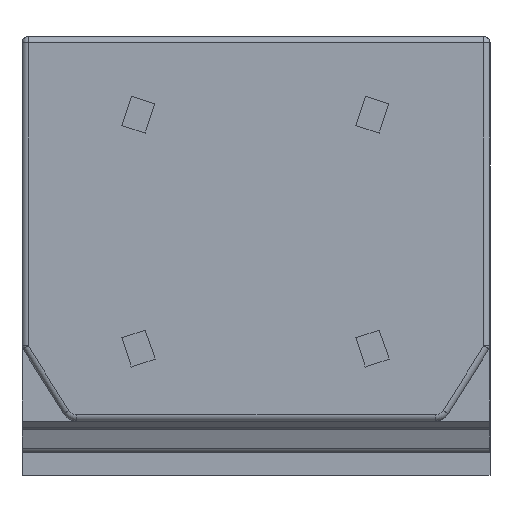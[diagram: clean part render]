
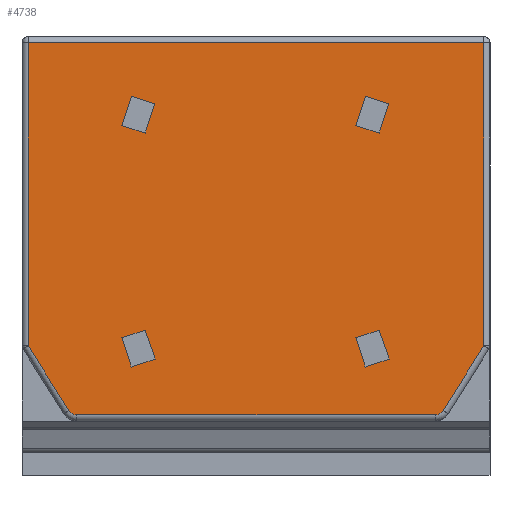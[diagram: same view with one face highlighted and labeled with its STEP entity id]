
A CAD part, left-side view. The second image highlights one B-rep face of the part: STEP entity #4738.
In plain terms, the highlighted planar face has unit normal (-1, 0, 0).
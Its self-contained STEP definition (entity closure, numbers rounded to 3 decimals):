
#1316=DIRECTION('',(0.,1.,0.));
#1317=VECTOR('',#1316,14.84);
#1318=CARTESIAN_POINT('',(-11.15,0.2,6.756));
#1319=LINE('',#1318,#1317);
#1335=DIRECTION('',(0.,0.329,0.944));
#1336=VECTOR('',#1335,1.);
#1337=CARTESIAN_POINT('',(-11.15,10.901,-3.544));
#1338=LINE('',#1337,#1336);
#1339=DIRECTION('',(0.,0.95,-0.313));
#1340=VECTOR('',#1339,0.8);
#1341=CARTESIAN_POINT('',(-11.15,11.23,-2.599));
#1342=LINE('',#1341,#1340);
#1343=DIRECTION('',(0.,-0.309,-0.951));
#1344=VECTOR('',#1343,1.003);
#1345=CARTESIAN_POINT('',(-11.15,11.99,-2.85));
#1346=LINE('',#1345,#1344);
#1347=DIRECTION('',(0.,-0.949,0.316));
#1348=VECTOR('',#1347,0.822);
#1349=CARTESIAN_POINT('',(-11.15,11.68,-3.804));
#1350=LINE('',#1349,#1348);
#1351=DIRECTION('',(0.,-0.312,0.95));
#1352=VECTOR('',#1351,1.);
#1353=CARTESIAN_POINT('',(-11.15,11.23,3.816));
#1354=LINE('',#1353,#1352);
#1355=DIRECTION('',(0.,0.95,0.312));
#1356=VECTOR('',#1355,0.8);
#1357=CARTESIAN_POINT('',(-11.15,10.918,4.766));
#1358=LINE('',#1357,#1356);
#1359=DIRECTION('',(0.,0.312,-0.95));
#1360=VECTOR('',#1359,1.);
#1361=CARTESIAN_POINT('',(-11.15,11.678,5.016));
#1362=LINE('',#1361,#1360);
#1363=DIRECTION('',(0.,-0.95,-0.312));
#1364=VECTOR('',#1363,0.8);
#1365=CARTESIAN_POINT('',(-11.15,11.99,4.066));
#1366=LINE('',#1365,#1364);
#1367=DIRECTION('',(0.,0.329,0.944));
#1368=VECTOR('',#1367,1.);
#1369=CARTESIAN_POINT('',(-11.15,3.281,-3.544));
#1370=LINE('',#1369,#1368);
#1371=DIRECTION('',(0.,0.95,-0.313));
#1372=VECTOR('',#1371,0.8);
#1373=CARTESIAN_POINT('',(-11.15,3.61,-2.599));
#1374=LINE('',#1373,#1372);
#1375=DIRECTION('',(0.,-0.309,-0.951));
#1376=VECTOR('',#1375,1.003);
#1377=CARTESIAN_POINT('',(-11.15,4.37,-2.85));
#1378=LINE('',#1377,#1376);
#1379=DIRECTION('',(0.,-0.949,0.316));
#1380=VECTOR('',#1379,0.822);
#1381=CARTESIAN_POINT('',(-11.15,4.06,-3.804));
#1382=LINE('',#1381,#1380);
#1383=DIRECTION('',(0.,-0.312,0.95));
#1384=VECTOR('',#1383,1.);
#1385=CARTESIAN_POINT('',(-11.15,3.61,3.816));
#1386=LINE('',#1385,#1384);
#1387=DIRECTION('',(0.,0.95,0.312));
#1388=VECTOR('',#1387,0.8);
#1389=CARTESIAN_POINT('',(-11.15,3.298,4.766));
#1390=LINE('',#1389,#1388);
#1391=DIRECTION('',(0.,0.312,-0.95));
#1392=VECTOR('',#1391,1.);
#1393=CARTESIAN_POINT('',(-11.15,4.058,5.016));
#1394=LINE('',#1393,#1392);
#1395=DIRECTION('',(0.,-0.95,-0.312));
#1396=VECTOR('',#1395,0.8);
#1397=CARTESIAN_POINT('',(-11.15,4.37,4.066));
#1398=LINE('',#1397,#1396);
#1399=DIRECTION('',(0.,0.,1.));
#1400=VECTOR('',#1399,9.863);
#1401=CARTESIAN_POINT('',(-11.15,0.2,-3.106));
#1402=LINE('',#1401,#1400);
#1403=DIRECTION('',(0.,-0.53,0.848));
#1404=VECTOR('',#1403,2.496);
#1405=CARTESIAN_POINT('',(-11.15,1.523,-5.223));
#1406=LINE('',#1405,#1404);
#1407=CARTESIAN_POINT('',(-11.15,1.777,-5.064));
#1408=DIRECTION('',(-1.,0.,0.));
#1409=DIRECTION('',(0.,0.,-1.));
#1410=AXIS2_PLACEMENT_3D('',#1407,#1408,#1409);
#1412=DIRECTION('',(0.,1.,0.));
#1413=VECTOR('',#1412,11.686);
#1414=CARTESIAN_POINT('',(-11.15,1.777,-5.364));
#1415=LINE('',#1414,#1413);
#1416=CARTESIAN_POINT('',(-11.15,13.463,-5.064));
#1417=DIRECTION('',(-1.,0.,0.));
#1418=DIRECTION('',(0.,0.848,-0.53));
#1419=AXIS2_PLACEMENT_3D('',#1416,#1417,#1418);
#1421=DIRECTION('',(0.,-0.53,-0.848));
#1422=VECTOR('',#1421,2.496);
#1423=CARTESIAN_POINT('',(-11.15,15.04,-3.106));
#1424=LINE('',#1423,#1422);
#1425=DIRECTION('',(0.,0.,-1.));
#1426=VECTOR('',#1425,9.863);
#1427=CARTESIAN_POINT('',(-11.15,15.04,6.756));
#1428=LINE('',#1427,#1426);
#2567=CARTESIAN_POINT('',(-11.15,10.901,-3.544));
#2568=CARTESIAN_POINT('',(-11.15,11.23,-2.599));
#2569=VERTEX_POINT('',#2567);
#2570=VERTEX_POINT('',#2568);
#2571=CARTESIAN_POINT('',(-11.15,11.99,-2.85));
#2572=VERTEX_POINT('',#2571);
#2573=CARTESIAN_POINT('',(-11.15,11.68,-3.804));
#2574=VERTEX_POINT('',#2573);
#2575=CARTESIAN_POINT('',(-11.15,11.23,3.816));
#2576=CARTESIAN_POINT('',(-11.15,10.918,4.766));
#2577=VERTEX_POINT('',#2575);
#2578=VERTEX_POINT('',#2576);
#2579=CARTESIAN_POINT('',(-11.15,11.678,5.016));
#2580=VERTEX_POINT('',#2579);
#2581=CARTESIAN_POINT('',(-11.15,11.99,4.066));
#2582=VERTEX_POINT('',#2581);
#2599=CARTESIAN_POINT('',(-11.15,3.281,-3.544));
#2600=CARTESIAN_POINT('',(-11.15,3.61,-2.599));
#2601=VERTEX_POINT('',#2599);
#2602=VERTEX_POINT('',#2600);
#2603=CARTESIAN_POINT('',(-11.15,4.37,-2.85));
#2604=VERTEX_POINT('',#2603);
#2605=CARTESIAN_POINT('',(-11.15,4.06,-3.804));
#2606=VERTEX_POINT('',#2605);
#2607=CARTESIAN_POINT('',(-11.15,3.61,3.816));
#2608=CARTESIAN_POINT('',(-11.15,3.298,4.766));
#2609=VERTEX_POINT('',#2607);
#2610=VERTEX_POINT('',#2608);
#2611=CARTESIAN_POINT('',(-11.15,4.058,5.016));
#2612=VERTEX_POINT('',#2611);
#2613=CARTESIAN_POINT('',(-11.15,4.37,4.066));
#2614=VERTEX_POINT('',#2613);
#2743=CARTESIAN_POINT('',(-11.15,0.2,6.756));
#2744=VERTEX_POINT('',#2743);
#2745=CARTESIAN_POINT('',(-11.15,0.2,-3.106));
#2746=VERTEX_POINT('',#2745);
#2751=CARTESIAN_POINT('',(-11.15,1.523,-5.223));
#2752=VERTEX_POINT('',#2751);
#2756=CARTESIAN_POINT('',(-11.15,1.777,-5.364));
#2758=VERTEX_POINT('',#2756);
#2759=CARTESIAN_POINT('',(-11.15,13.463,-5.364));
#2761=VERTEX_POINT('',#2759);
#2765=CARTESIAN_POINT('',(-11.15,13.717,-5.223));
#2766=VERTEX_POINT('',#2765);
#2767=CARTESIAN_POINT('',(-11.15,15.04,-3.106));
#2768=VERTEX_POINT('',#2767);
#2773=CARTESIAN_POINT('',(-11.15,15.04,6.756));
#2774=VERTEX_POINT('',#2773);
#4677=CARTESIAN_POINT('',(-11.15,0.,-5.364));
#4678=DIRECTION('',(-1.,0.,0.));
#4679=DIRECTION('',(0.,0.,1.));
#4680=AXIS2_PLACEMENT_3D('',#4677,#4678,#4679);
#4681=PLANE('',#4680);
#4682=ORIENTED_EDGE('',*,*,#4668,.F.);
#4684=ORIENTED_EDGE('',*,*,#4683,.F.);
#4686=ORIENTED_EDGE('',*,*,#4685,.F.);
#4688=ORIENTED_EDGE('',*,*,#4687,.T.);
#4690=ORIENTED_EDGE('',*,*,#4689,.F.);
#4692=ORIENTED_EDGE('',*,*,#4691,.F.);
#4694=ORIENTED_EDGE('',*,*,#4693,.F.);
#4695=ORIENTED_EDGE('',*,*,#4644,.F.);
#4696=EDGE_LOOP('',(#4682,#4684,#4686,#4688,#4690,#4692,#4694,#4695));
#4697=FACE_OUTER_BOUND('',#4696,.F.);
#4699=ORIENTED_EDGE('',*,*,#4698,.T.);
#4701=ORIENTED_EDGE('',*,*,#4700,.T.);
#4703=ORIENTED_EDGE('',*,*,#4702,.T.);
#4705=ORIENTED_EDGE('',*,*,#4704,.T.);
#4706=EDGE_LOOP('',(#4699,#4701,#4703,#4705));
#4707=FACE_BOUND('',#4706,.F.);
#4709=ORIENTED_EDGE('',*,*,#4708,.T.);
#4711=ORIENTED_EDGE('',*,*,#4710,.T.);
#4713=ORIENTED_EDGE('',*,*,#4712,.T.);
#4715=ORIENTED_EDGE('',*,*,#4714,.T.);
#4716=EDGE_LOOP('',(#4709,#4711,#4713,#4715));
#4717=FACE_BOUND('',#4716,.F.);
#4719=ORIENTED_EDGE('',*,*,#4718,.T.);
#4721=ORIENTED_EDGE('',*,*,#4720,.T.);
#4723=ORIENTED_EDGE('',*,*,#4722,.T.);
#4725=ORIENTED_EDGE('',*,*,#4724,.T.);
#4726=EDGE_LOOP('',(#4719,#4721,#4723,#4725));
#4727=FACE_BOUND('',#4726,.F.);
#4729=ORIENTED_EDGE('',*,*,#4728,.T.);
#4731=ORIENTED_EDGE('',*,*,#4730,.T.);
#4733=ORIENTED_EDGE('',*,*,#4732,.T.);
#4735=ORIENTED_EDGE('',*,*,#4734,.T.);
#4736=EDGE_LOOP('',(#4729,#4731,#4733,#4735));
#4737=FACE_BOUND('',#4736,.F.);
#4738=ADVANCED_FACE('',(#4697,#4707,#4717,#4727,#4737),#4681,.T.);
#1411=CIRCLE('',#1410,0.3);
#1420=CIRCLE('',#1419,0.3);
#4644=EDGE_CURVE('',#2744,#2774,#1319,.T.);
#4668=EDGE_CURVE('',#2746,#2744,#1402,.T.);
#4683=EDGE_CURVE('',#2752,#2746,#1406,.T.);
#4685=EDGE_CURVE('',#2758,#2752,#1411,.T.);
#4687=EDGE_CURVE('',#2758,#2761,#1415,.T.);
#4689=EDGE_CURVE('',#2766,#2761,#1420,.T.);
#4691=EDGE_CURVE('',#2768,#2766,#1424,.T.);
#4693=EDGE_CURVE('',#2774,#2768,#1428,.T.);
#4698=EDGE_CURVE('',#2577,#2578,#1354,.T.);
#4700=EDGE_CURVE('',#2578,#2580,#1358,.T.);
#4702=EDGE_CURVE('',#2580,#2582,#1362,.T.);
#4704=EDGE_CURVE('',#2582,#2577,#1366,.T.);
#4708=EDGE_CURVE('',#2601,#2602,#1370,.T.);
#4710=EDGE_CURVE('',#2602,#2604,#1374,.T.);
#4712=EDGE_CURVE('',#2604,#2606,#1378,.T.);
#4714=EDGE_CURVE('',#2606,#2601,#1382,.T.);
#4718=EDGE_CURVE('',#2609,#2610,#1386,.T.);
#4720=EDGE_CURVE('',#2610,#2612,#1390,.T.);
#4722=EDGE_CURVE('',#2612,#2614,#1394,.T.);
#4724=EDGE_CURVE('',#2614,#2609,#1398,.T.);
#4728=EDGE_CURVE('',#2569,#2570,#1338,.T.);
#4730=EDGE_CURVE('',#2570,#2572,#1342,.T.);
#4732=EDGE_CURVE('',#2572,#2574,#1346,.T.);
#4734=EDGE_CURVE('',#2574,#2569,#1350,.T.);
